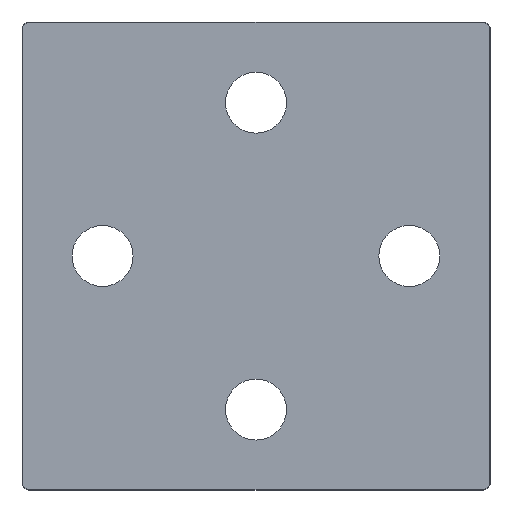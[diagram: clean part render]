
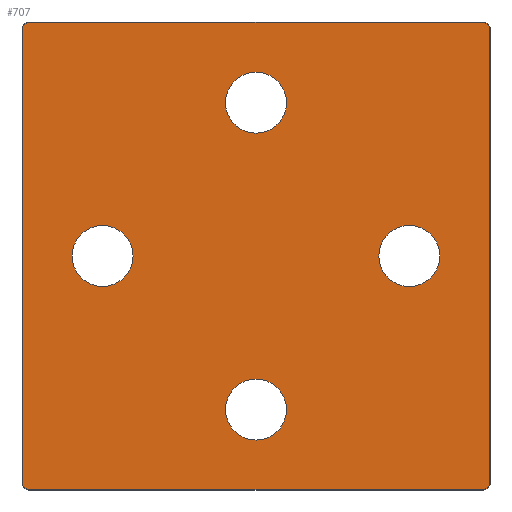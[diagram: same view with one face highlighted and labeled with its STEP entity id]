
A CAD part, front view. The second image highlights one B-rep face of the part: STEP entity #707.
In plain terms, the highlighted planar face has unit normal (0, -1, 0).
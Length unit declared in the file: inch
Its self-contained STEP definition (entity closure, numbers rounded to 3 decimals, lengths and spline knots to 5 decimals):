
#604 = EDGE_LOOP ( 'NONE', ( #744, #702 ) ) ;
#606 = VERTEX_POINT ( 'NONE', #2020 ) ;
#607 = ORIENTED_EDGE ( 'NONE', *, *, #705, .T. ) ;
#608 = EDGE_LOOP ( 'NONE', ( #743, #607, #693, #692, #682, #972, #764, #665 ) ) ;
#612 = VERTEX_POINT ( 'NONE', #1927 ) ;
#617 = EDGE_CURVE ( 'NONE', #724, #619, #1972, .T. ) ;
#619 = VERTEX_POINT ( 'NONE', #1981 ) ;
#656 = EDGE_CURVE ( 'NONE', #612, #724, #2064, .T. ) ;
#661 = EDGE_CURVE ( 'NONE', #700, #606, #1961, .T. ) ;
#665 = ORIENTED_EDGE ( 'NONE', *, *, #656, .T. ) ;
#679 = EDGE_CURVE ( 'NONE', #741, #700, #1938, .T. ) ;
#680 = ORIENTED_EDGE ( 'NONE', *, *, #906, .T. ) ;
#681 = EDGE_CURVE ( 'NONE', #714, #741, #1962, .T. ) ;
#682 = ORIENTED_EDGE ( 'NONE', *, *, #679, .T. ) ;
#684 = EDGE_CURVE ( 'NONE', #695, #714, #1939, .T. ) ;
#692 = ORIENTED_EDGE ( 'NONE', *, *, #681, .T. ) ;
#693 = ORIENTED_EDGE ( 'NONE', *, *, #684, .T. ) ;
#695 = VERTEX_POINT ( 'NONE', #2002 ) ;
#700 = VERTEX_POINT ( 'NONE', #2028 ) ;
#702 = ORIENTED_EDGE ( 'NONE', *, *, #840, .T. ) ;
#703 = EDGE_CURVE ( 'NONE', #921, #893, #2200, .T. ) ;
#704 = EDGE_CURVE ( 'NONE', #928, #797, #2258, .T. ) ;
#705 = EDGE_CURVE ( 'NONE', #619, #695, #2134, .T. ) ;
#707 = ADVANCED_FACE ( 'NONE', ( #2266, #2268, #2301, #2302, #2298 ), #2166, .F. ) ;
#708 = EDGE_CURVE ( 'NONE', #794, #849, #2297, .T. ) ;
#709 = EDGE_LOOP ( 'NONE', ( #716, #717 ) ) ;
#710 = EDGE_CURVE ( 'NONE', #929, #922, #2290, .T. ) ;
#712 = ORIENTED_EDGE ( 'NONE', *, *, #710, .T. ) ;
#714 = VERTEX_POINT ( 'NONE', #2203 ) ;
#715 = EDGE_LOOP ( 'NONE', ( #712, #718 ) ) ;
#716 = ORIENTED_EDGE ( 'NONE', *, *, #703, .T. ) ;
#717 = ORIENTED_EDGE ( 'NONE', *, *, #792, .T. ) ;
#718 = ORIENTED_EDGE ( 'NONE', *, *, #930, .T. ) ;
#721 = EDGE_CURVE ( 'NONE', #606, #612, #2198, .T. ) ;
#724 = VERTEX_POINT ( 'NONE', #2289 ) ;
#725 = EDGE_LOOP ( 'NONE', ( #726, #680 ) ) ;
#726 = ORIENTED_EDGE ( 'NONE', *, *, #704, .T. ) ;
#741 = VERTEX_POINT ( 'NONE', #2209 ) ;
#743 = ORIENTED_EDGE ( 'NONE', *, *, #617, .T. ) ;
#744 = ORIENTED_EDGE ( 'NONE', *, *, #708, .T. ) ;
#764 = ORIENTED_EDGE ( 'NONE', *, *, #721, .T. ) ;
#792 = EDGE_CURVE ( 'NONE', #893, #921, #2187, .T. ) ;
#794 = VERTEX_POINT ( 'NONE', #2173 ) ;
#797 = VERTEX_POINT ( 'NONE', #2238 ) ;
#840 = EDGE_CURVE ( 'NONE', #849, #794, #2223, .T. ) ;
#849 = VERTEX_POINT ( 'NONE', #2383 ) ;
#893 = VERTEX_POINT ( 'NONE', #2385 ) ;
#906 = EDGE_CURVE ( 'NONE', #797, #928, #2342, .T. ) ;
#921 = VERTEX_POINT ( 'NONE', #2399 ) ;
#922 = VERTEX_POINT ( 'NONE', #2461 ) ;
#928 = VERTEX_POINT ( 'NONE', #2477 ) ;
#929 = VERTEX_POINT ( 'NONE', #2522 ) ;
#930 = EDGE_CURVE ( 'NONE', #922, #929, #2604, .T. ) ;
#972 = ORIENTED_EDGE ( 'NONE', *, *, #661, .T. ) ;
#1887 = AXIS2_PLACEMENT_3D ( 'NONE', #1965, #1964, #1963 ) ;
#1927 = CARTESIAN_POINT ( 'NONE',  ( 0.73928, -0.03, -1.514 ) ) ;
#1935 = DIRECTION ( 'NONE',  ( 0., 0., -1. ) ) ;
#1936 = VECTOR ( 'NONE', #1935, 39.37008 ) ;
#1937 = CARTESIAN_POINT ( 'NONE',  ( -0.7565, -0.03, -1.514 ) ) ;
#1938 = LINE ( 'NONE', #1937, #1936 ) ;
#1939 = LINE ( 'NONE', #2033, #2032 ) ;
#1957 = DIRECTION ( 'NONE',  ( 0., 0., -1. ) ) ;
#1958 = DIRECTION ( 'NONE',  ( 0., -1., 0. ) ) ;
#1959 = CARTESIAN_POINT ( 'NONE',  ( -0.72808, -0.03, -1.4831 ) ) ;
#1960 = AXIS2_PLACEMENT_3D ( 'NONE', #1959, #1958, #1957 ) ;
#1961 = CIRCLE ( 'NONE', #1960, 0.03286 ) ;
#1962 = CIRCLE ( 'NONE', #2065, 0.03286 ) ;
#1963 = DIRECTION ( 'NONE',  ( 0., 0., 1. ) ) ;
#1964 = DIRECTION ( 'NONE',  ( 0., -1., 0. ) ) ;
#1965 = CARTESIAN_POINT ( 'NONE',  ( 0.72808, -0.03, -1.4831 ) ) ;
#1972 = LINE ( 'NONE', #1979, #2099 ) ;
#1979 = CARTESIAN_POINT ( 'NONE',  ( 0.7565, -0.03, -0.001 ) ) ;
#1981 = CARTESIAN_POINT ( 'NONE',  ( 0.7565, -0.03, -0.0154 ) ) ;
#2002 = CARTESIAN_POINT ( 'NONE',  ( 0.73928, -0.03, -0.001 ) ) ;
#2020 = CARTESIAN_POINT ( 'NONE',  ( -0.73928, -0.03, -1.514 ) ) ;
#2028 = CARTESIAN_POINT ( 'NONE',  ( -0.7565, -0.03, -1.4996 ) ) ;
#2031 = DIRECTION ( 'NONE',  ( -1., 0., 0. ) ) ;
#2032 = VECTOR ( 'NONE', #2031, 39.37008 ) ;
#2033 = CARTESIAN_POINT ( 'NONE',  ( -0.7565, -0.03, -0.001 ) ) ;
#2037 = DIRECTION ( 'NONE',  ( 0., 0., 1. ) ) ;
#2038 = DIRECTION ( 'NONE',  ( 0., -1., 0. ) ) ;
#2039 = CARTESIAN_POINT ( 'NONE',  ( -0.72808, -0.03, -0.0319 ) ) ;
#2064 = CIRCLE ( 'NONE', #1887, 0.03286 ) ;
#2065 = AXIS2_PLACEMENT_3D ( 'NONE', #2039, #2038, #2037 ) ;
#2098 = DIRECTION ( 'NONE',  ( 0., 0., 1. ) ) ;
#2099 = VECTOR ( 'NONE', #2098, 39.37008 ) ;
#2134 = CIRCLE ( 'NONE', #2282, 0.03286 ) ;
#2135 = DIRECTION ( 'NONE',  ( 0., 1., 0. ) ) ;
#2149 = DIRECTION ( 'NONE',  ( 0., 1., 0. ) ) ;
#2166 = PLANE ( 'NONE',  #2168 ) ;
#2168 = AXIS2_PLACEMENT_3D ( 'NONE', #2281, #2277, #2276 ) ;
#2172 = DIRECTION ( 'NONE',  ( 0., 0., 1. ) ) ;
#2173 = CARTESIAN_POINT ( 'NONE',  ( 0., -0.03, -0.16248 ) ) ;
#2182 = CARTESIAN_POINT ( 'NONE',  ( 0.49634, -0.03, -0.7575 ) ) ;
#2186 = AXIS2_PLACEMENT_3D ( 'NONE', #2182, #2149, #2172 ) ;
#2187 = CIRCLE ( 'NONE', #2186, 0.09868 ) ;
#2197 = CARTESIAN_POINT ( 'NONE',  ( 0.7565, -0.03, -1.514 ) ) ;
#2198 = LINE ( 'NONE', #2197, #2211 ) ;
#2200 = CIRCLE ( 'NONE', #2212, 0.09868 ) ;
#2202 = CARTESIAN_POINT ( 'NONE',  ( -0.49677, -0.03, -0.7575 ) ) ;
#2203 = CARTESIAN_POINT ( 'NONE',  ( -0.73928, -0.03, -0.001 ) ) ;
#2209 = CARTESIAN_POINT ( 'NONE',  ( -0.7565, -0.03, -0.0154 ) ) ;
#2210 = DIRECTION ( 'NONE',  ( 1., 0., 0. ) ) ;
#2211 = VECTOR ( 'NONE', #2210, 39.37008 ) ;
#2212 = AXIS2_PLACEMENT_3D ( 'NONE', #2267, #2135, #2280 ) ;
#2215 = DIRECTION ( 'NONE',  ( 0., 0., 1. ) ) ;
#2216 = DIRECTION ( 'NONE',  ( 0., 1., 0. ) ) ;
#2223 = CIRCLE ( 'NONE', #2308, 0.09868 ) ;
#2238 = CARTESIAN_POINT ( 'NONE',  ( 0., -0.03, -1.35332 ) ) ;
#2258 = CIRCLE ( 'NONE', #2270, 0.09868 ) ;
#2259 = AXIS2_PLACEMENT_3D ( 'NONE', #2202, #2292, #2288 ) ;
#2266 = FACE_BOUND ( 'NONE', #715, .T. ) ;
#2267 = CARTESIAN_POINT ( 'NONE',  ( 0.49634, -0.03, -0.7575 ) ) ;
#2268 = FACE_BOUND ( 'NONE', #604, .T. ) ;
#2269 = CARTESIAN_POINT ( 'NONE',  ( 0., -0.03, -1.25464 ) ) ;
#2270 = AXIS2_PLACEMENT_3D ( 'NONE', #2269, #2284, #2283 ) ;
#2271 = CARTESIAN_POINT ( 'NONE',  ( 0.72808, -0.03, -0.0319 ) ) ;
#2276 = DIRECTION ( 'NONE',  ( 0., 0., 1. ) ) ;
#2277 = DIRECTION ( 'NONE',  ( 0., 1., 0. ) ) ;
#2280 = DIRECTION ( 'NONE',  ( 0., 0., 1. ) ) ;
#2281 = CARTESIAN_POINT ( 'NONE',  ( -0.7565, -0.03, -0.001 ) ) ;
#2282 = AXIS2_PLACEMENT_3D ( 'NONE', #2271, #2300, #2299 ) ;
#2283 = DIRECTION ( 'NONE',  ( 0., 0., 1. ) ) ;
#2284 = DIRECTION ( 'NONE',  ( 0., 1., 0. ) ) ;
#2288 = DIRECTION ( 'NONE',  ( 0., 0., 1. ) ) ;
#2289 = CARTESIAN_POINT ( 'NONE',  ( 0.7565, -0.03, -1.4996 ) ) ;
#2290 = CIRCLE ( 'NONE', #2259, 0.09868 ) ;
#2292 = DIRECTION ( 'NONE',  ( 0., 1., 0. ) ) ;
#2293 = DIRECTION ( 'NONE',  ( 0., 0., 1. ) ) ;
#2294 = DIRECTION ( 'NONE',  ( 0., 1., 0. ) ) ;
#2295 = CARTESIAN_POINT ( 'NONE',  ( 0., -0.03, -0.26116 ) ) ;
#2296 = AXIS2_PLACEMENT_3D ( 'NONE', #2295, #2294, #2293 ) ;
#2297 = CIRCLE ( 'NONE', #2296, 0.09868 ) ;
#2298 = FACE_OUTER_BOUND ( 'NONE', #608, .T. ) ;
#2299 = DIRECTION ( 'NONE',  ( 0., 0., -1. ) ) ;
#2300 = DIRECTION ( 'NONE',  ( 0., -1., 0. ) ) ;
#2301 = FACE_BOUND ( 'NONE', #709, .T. ) ;
#2302 = FACE_BOUND ( 'NONE', #725, .T. ) ;
#2308 = AXIS2_PLACEMENT_3D ( 'NONE', #2316, #2216, #2215 ) ;
#2316 = CARTESIAN_POINT ( 'NONE',  ( 0., -0.03, -0.26116 ) ) ;
#2342 = CIRCLE ( 'NONE', #2345, 0.09868 ) ;
#2345 = AXIS2_PLACEMENT_3D ( 'NONE', #2473, #2472, #2471 ) ;
#2383 = CARTESIAN_POINT ( 'NONE',  ( 0., -0.03, -0.35984 ) ) ;
#2385 = CARTESIAN_POINT ( 'NONE',  ( 0.49634, -0.03, -0.85618 ) ) ;
#2399 = CARTESIAN_POINT ( 'NONE',  ( 0.49634, -0.03, -0.65882 ) ) ;
#2461 = CARTESIAN_POINT ( 'NONE',  ( -0.49677, -0.03, -0.85618 ) ) ;
#2471 = DIRECTION ( 'NONE',  ( 0., 0., 1. ) ) ;
#2472 = DIRECTION ( 'NONE',  ( 0., 1., 0. ) ) ;
#2473 = CARTESIAN_POINT ( 'NONE',  ( 0., -0.03, -1.25464 ) ) ;
#2477 = CARTESIAN_POINT ( 'NONE',  ( 0., -0.03, -1.15595 ) ) ;
#2517 = DIRECTION ( 'NONE',  ( 0., 0., 1. ) ) ;
#2518 = DIRECTION ( 'NONE',  ( 0., 1., 0. ) ) ;
#2519 = CARTESIAN_POINT ( 'NONE',  ( -0.49677, -0.03, -0.7575 ) ) ;
#2520 = AXIS2_PLACEMENT_3D ( 'NONE', #2519, #2518, #2517 ) ;
#2522 = CARTESIAN_POINT ( 'NONE',  ( -0.49677, -0.03, -0.65882 ) ) ;
#2604 = CIRCLE ( 'NONE', #2520, 0.09868 ) ;
